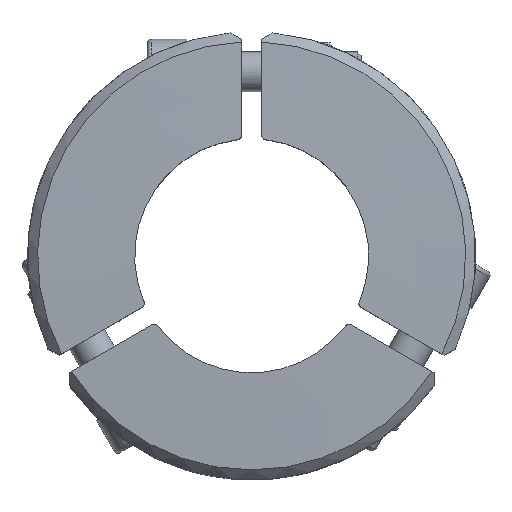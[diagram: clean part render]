
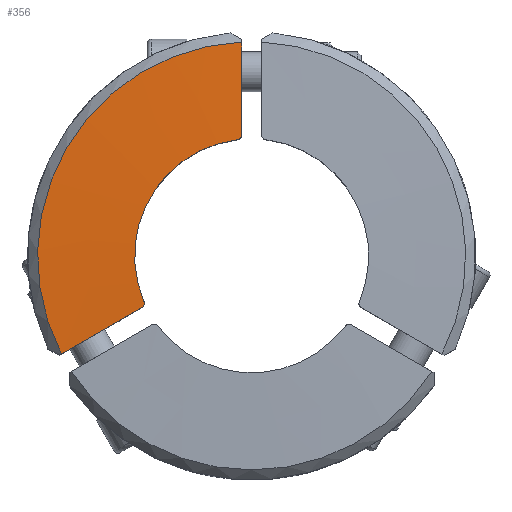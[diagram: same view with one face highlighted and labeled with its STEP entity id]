
A CAD part, top view. The second image highlights one B-rep face of the part: STEP entity #356.
In plain terms, the highlighted conical face has half-angle 88 degrees and reference radius 43.001 mm.
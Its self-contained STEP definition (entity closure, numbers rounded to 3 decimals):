
#52 = CARTESIAN_POINT ( 'NONE',  ( 0., 0., 11.5 ) ) ;
#266 = ORIENTED_EDGE ( 'NONE', *, *, #4126, .F. ) ;
#356 = ADVANCED_FACE ( 'NONE', ( #3039 ), #1963, .F. ) ;
#583 = VERTEX_POINT ( 'NONE', #4780 ) ;
#787 = CARTESIAN_POINT ( 'NONE',  ( -2., 30.529, 11.252 ) ) ;
#836 = EDGE_CURVE ( 'NONE', #5705, #5674, #5748, .T. ) ;
#979 = DIRECTION ( 'NONE',  ( 0., 1., 0. ) ) ;
#1039 = CARTESIAN_POINT ( 'NONE',  ( -21.637, -9.17, 11.5 ) ) ;
#1099 = CARTESIAN_POINT ( 'NONE',  ( -2.636, 23.353, 11.5 ) ) ;
#1190 = ORIENTED_EDGE ( 'NONE', *, *, #836, .T. ) ;
#1338 = AXIS2_PLACEMENT_3D ( 'NONE', #52, #7717, #1805 ) ;
#1355 = CARTESIAN_POINT ( 'NONE',  ( -2., 42.955, 10.819 ) ) ;
#1434 = CARTESIAN_POINT ( 'NONE',  ( -2., 24.316, 11.469 ) ) ;
#1529 = DIRECTION ( 'NONE',  ( 0., 0., -1. ) ) ;
#1544 = EDGE_CURVE ( 'NONE', #6436, #583, #5102, .T. ) ;
#1805 = DIRECTION ( 'NONE',  ( 0., 1., 0. ) ) ;
#1963 = CONICAL_SURFACE ( 'NONE', #7212, 43.001, 1.536 ) ;
#2036 = CARTESIAN_POINT ( 'NONE',  ( -21.542, -9.394, 11.5 ) ) ;
#2102 = CARTESIAN_POINT ( 'NONE',  ( -2.878, 23.323, 11.5 ) ) ;
#2106 = CARTESIAN_POINT ( 'NONE',  ( 0., 0., 10.819 ) ) ;
#2186 = CIRCLE ( 'NONE', #1338, 23.5 ) ;
#2479 = CARTESIAN_POINT ( 'NONE',  ( -21.532, -9.647, 11.497 ) ) ;
#2683 = ORIENTED_EDGE ( 'NONE', *, *, #1544, .T. ) ;
#2768 = EDGE_CURVE ( 'NONE', #6764, #5705, #7045, .T. ) ;
#2901 = CARTESIAN_POINT ( 'NONE',  ( -2., 24.072, 11.477 ) ) ;
#3039 = FACE_OUTER_BOUND ( 'NONE', #5401, .T. ) ;
#3221 = CARTESIAN_POINT ( 'NONE',  ( -21.687, -10.108, 11.485 ) ) ;
#3482 = CARTESIAN_POINT ( 'NONE',  ( -2., 24.316, 11.469 ) ) ;
#3731 = CARTESIAN_POINT ( 'NONE',  ( -2., 36.742, 11.036 ) ) ;
#3764 = CARTESIAN_POINT ( 'NONE',  ( 0., 0., 10.819 ) ) ;
#3787 = DIRECTION ( 'NONE',  ( 0., 1., 0. ) ) ;
#3789 = EDGE_CURVE ( 'NONE', #6436, #5674, #2186, .T. ) ;
#3846 = DIRECTION ( 'NONE',  ( 0., 0., 1. ) ) ;
#4048 = CARTESIAN_POINT ( 'NONE',  ( -2.878, 23.323, 11.5 ) ) ;
#4126 = EDGE_CURVE ( 'NONE', #7322, #583, #5840, .T. ) ;
#4583 = CARTESIAN_POINT ( 'NONE',  ( -22.058, -10.426, 11.469 ) ) ;
#4691 = CARTESIAN_POINT ( 'NONE',  ( -2., 24.316, 11.469 ) ) ;
#4727 = ORIENTED_EDGE ( 'NONE', *, *, #7074, .F. ) ;
#4780 = CARTESIAN_POINT ( 'NONE',  ( -22.058, -10.426, 11.469 ) ) ;
#4927 = CARTESIAN_POINT ( 'NONE',  ( -2., 42.955, 10.819 ) ) ;
#5102 = B_SPLINE_CURVE_WITH_KNOTS ( 'NONE', 3,
 ( #6768, #2036, #2479, #3221, #6000, #7388 ),
 .UNSPECIFIED., .F., .F.,
 ( 4, 2, 4 ),
 ( -0.001, 0., 0.001 ),
 .UNSPECIFIED. ) ;
#5401 = EDGE_LOOP ( 'NONE', ( #6129, #2683, #266, #4727, #6794, #1190 ) ) ;
#5674 = VERTEX_POINT ( 'NONE', #2102 ) ;
#5705 = VERTEX_POINT ( 'NONE', #4691 ) ;
#5747 = CARTESIAN_POINT ( 'NONE',  ( -27.439, -13.532, 11.252 ) ) ;
#5748 = B_SPLINE_CURVE_WITH_KNOTS ( 'NONE', 3,
 ( #3482, #2901, #5831, #7027, #1099, #4048 ),
 .UNSPECIFIED., .F., .F.,
 ( 4, 2, 4 ),
 ( 0., 0.001, 0.001 ),
 .UNSPECIFIED. ) ;
#5831 = CARTESIAN_POINT ( 'NONE',  ( -2.089, 23.836, 11.485 ) ) ;
#5840 = B_SPLINE_CURVE_WITH_KNOTS ( 'NONE', 3,
 ( #6943, #7535, #5747, #4583 ),
 .UNSPECIFIED., .F., .F.,
 ( 4, 4 ),
 ( 0., 0.019 ),
 .UNSPECIFIED. ) ;
#6000 = CARTESIAN_POINT ( 'NONE',  ( -21.847, -10.304, 11.477 ) ) ;
#6129 = ORIENTED_EDGE ( 'NONE', *, *, #3789, .F. ) ;
#6417 = CIRCLE ( 'NONE', #6588, 43.001 ) ;
#6436 = VERTEX_POINT ( 'NONE', #1039 ) ;
#6588 = AXIS2_PLACEMENT_3D ( 'NONE', #3764, #3846, #3787 ) ;
#6764 = VERTEX_POINT ( 'NONE', #4927 ) ;
#6768 = CARTESIAN_POINT ( 'NONE',  ( -21.637, -9.17, 11.5 ) ) ;
#6794 = ORIENTED_EDGE ( 'NONE', *, *, #2768, .T. ) ;
#6943 = CARTESIAN_POINT ( 'NONE',  ( -38.2, -19.745, 10.819 ) ) ;
#7027 = CARTESIAN_POINT ( 'NONE',  ( -2.412, 23.471, 11.497 ) ) ;
#7045 = B_SPLINE_CURVE_WITH_KNOTS ( 'NONE', 3,
 ( #1355, #3731, #787, #1434 ),
 .UNSPECIFIED., .F., .F.,
 ( 4, 4 ),
 ( 0., 0.019 ),
 .UNSPECIFIED. ) ;
#7074 = EDGE_CURVE ( 'NONE', #6764, #7322, #6417, .T. ) ;
#7212 = AXIS2_PLACEMENT_3D ( 'NONE', #2106, #1529, #979 ) ;
#7322 = VERTEX_POINT ( 'NONE', #7496 ) ;
#7388 = CARTESIAN_POINT ( 'NONE',  ( -22.058, -10.426, 11.469 ) ) ;
#7496 = CARTESIAN_POINT ( 'NONE',  ( -38.2, -19.745, 10.819 ) ) ;
#7535 = CARTESIAN_POINT ( 'NONE',  ( -32.819, -16.639, 11.036 ) ) ;
#7717 = DIRECTION ( 'NONE',  ( 0., 0., -1. ) ) ;
